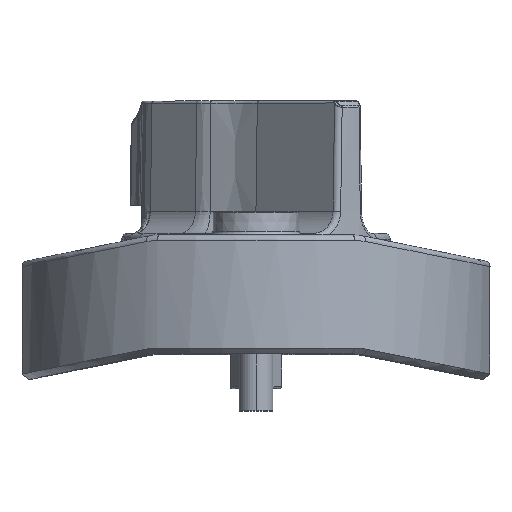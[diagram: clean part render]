
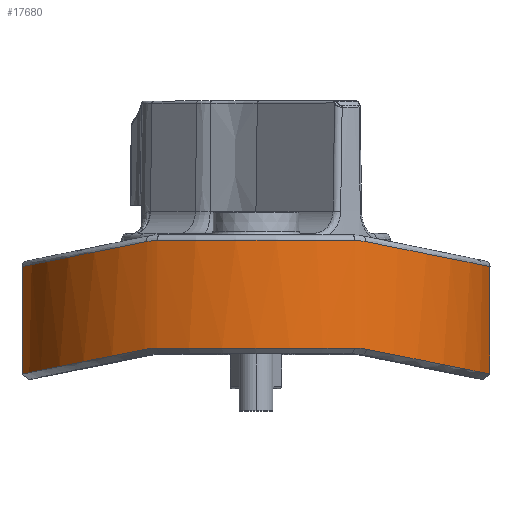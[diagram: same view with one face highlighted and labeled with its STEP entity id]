
A CAD part, top view. The second image highlights one B-rep face of the part: STEP entity #17680.
In plain terms, the highlighted cylindrical face has radius 20.95 mm (diameter 41.9 mm), a partial arc.
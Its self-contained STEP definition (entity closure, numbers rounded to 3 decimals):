
#96=CARTESIAN_POINT('',(0.,-0.5,0.));
#97=DIRECTION('',(0.,-1.,0.));
#98=DIRECTION('',(0.415,0.,0.91));
#99=AXIS2_PLACEMENT_3D('',#96,#97,#98);
#101=CARTESIAN_POINT('',(-8.704,-10.,19.056));
#102=CARTESIAN_POINT('',(-8.829,-10.,18.999));
#103=CARTESIAN_POINT('',(-9.079,-10.008,18.882));
#104=CARTESIAN_POINT('',(-9.454,-10.045,18.697));
#105=CARTESIAN_POINT('',(-9.703,-10.086,18.568));
#106=CARTESIAN_POINT('',(-9.828,-10.11,18.502));
#108=CARTESIAN_POINT('',(-9.828,-10.11,18.502));
#109=CARTESIAN_POINT('',(-10.635,-10.271,18.073));
#110=CARTESIAN_POINT('',(-12.191,-10.58,17.111));
#111=CARTESIAN_POINT('',(-14.312,-11.001,15.38));
#112=CARTESIAN_POINT('',(-16.174,-11.371,13.407));
#113=CARTESIAN_POINT('',(-17.779,-11.689,11.196));
#114=CARTESIAN_POINT('',(-19.092,-11.95,8.77));
#115=CARTESIAN_POINT('',(-20.066,-12.144,6.22));
#116=CARTESIAN_POINT('',(-20.488,-12.227,4.467));
#117=CARTESIAN_POINT('',(-20.641,-12.258,3.586));
#119=CARTESIAN_POINT('',(-20.641,-2.778,3.586));
#120=CARTESIAN_POINT('',(-20.485,-2.747,4.484));
#121=CARTESIAN_POINT('',(-20.054,-2.662,6.264));
#122=CARTESIAN_POINT('',(-19.062,-2.465,8.837));
#123=CARTESIAN_POINT('',(-17.729,-2.2,11.276));
#124=CARTESIAN_POINT('',(-16.096,-1.876,13.503));
#125=CARTESIAN_POINT('',(-14.197,-1.499,15.488));
#126=CARTESIAN_POINT('',(-12.036,-1.069,17.222));
#127=CARTESIAN_POINT('',(-10.448,-0.754,
18.182));
#128=CARTESIAN_POINT('',(-9.623,-0.59,
18.609));
#130=CARTESIAN_POINT('',(-9.623,-0.59,
18.609));
#131=CARTESIAN_POINT('',(-9.515,-0.569,
18.665));
#132=CARTESIAN_POINT('',(-9.307,-0.535,
18.77));
#133=CARTESIAN_POINT('',(-9.,-0.506,
18.919));
#134=CARTESIAN_POINT('',(-8.802,-0.5,
19.012));
#135=CARTESIAN_POINT('',(-8.704,-0.5,
19.056));
#136=CARTESIAN_POINT('',(-8.704,-0.5,
19.056));
#138=CARTESIAN_POINT('',(8.704,-0.5,19.056));
#139=CARTESIAN_POINT('',(8.818,-0.5,19.004));
#140=CARTESIAN_POINT('',(9.032,-0.508,18.904));
#141=CARTESIAN_POINT('',(9.338,-0.54,18.755));
#142=CARTESIAN_POINT('',(9.531,-0.572,18.657));
#143=CARTESIAN_POINT('',(9.624,-0.59,18.609));
#145=CARTESIAN_POINT('',(9.624,-0.59,18.609));
#146=CARTESIAN_POINT('',(10.448,-0.754,18.183));
#147=CARTESIAN_POINT('',(12.036,-1.07,17.222));
#148=CARTESIAN_POINT('',(14.198,-1.499,15.487));
#149=CARTESIAN_POINT('',(16.097,-1.876,13.502));
#150=CARTESIAN_POINT('',(17.73,-2.2,11.275));
#151=CARTESIAN_POINT('',(19.063,-2.465,8.836));
#152=CARTESIAN_POINT('',(20.054,-2.662,6.264));
#153=CARTESIAN_POINT('',(20.485,-2.747,4.484));
#154=CARTESIAN_POINT('',(20.641,-2.778,3.586));
#156=CARTESIAN_POINT('',(20.641,-12.258,3.586));
#157=CARTESIAN_POINT('',(20.487,-12.227,4.469));
#158=CARTESIAN_POINT('',(20.066,-12.144,6.221));
#159=CARTESIAN_POINT('',(19.094,-11.951,8.765));
#160=CARTESIAN_POINT('',(17.789,-11.692,11.178));
#161=CARTESIAN_POINT('',(16.186,-11.373,13.393));
#162=CARTESIAN_POINT('',(14.316,-11.002,15.377));
#163=CARTESIAN_POINT('',(12.189,-10.579,17.112));
#164=CARTESIAN_POINT('',(10.634,-10.271,18.074));
#165=CARTESIAN_POINT('',(9.828,-10.11,18.502));
#167=CARTESIAN_POINT('',(9.828,-10.11,18.502));
#168=CARTESIAN_POINT('',(9.703,-10.086,18.568));
#169=CARTESIAN_POINT('',(9.454,-10.045,18.697));
#170=CARTESIAN_POINT('',(9.079,-10.008,18.882));
#171=CARTESIAN_POINT('',(8.829,-10.,18.999));
#172=CARTESIAN_POINT('',(8.704,-10.,19.056));
#256=CARTESIAN_POINT('',(0.,-10.,0.));
#257=DIRECTION('',(0.,1.,0.));
#258=DIRECTION('',(-0.415,0.,0.91));
#259=AXIS2_PLACEMENT_3D('',#256,#257,#258);
#261=CARTESIAN_POINT('',(0.,-10.,0.));
#262=DIRECTION('',(0.,1.,0.));
#263=DIRECTION('',(0.,0.,1.));
#264=AXIS2_PLACEMENT_3D('',#261,#262,#263);
#428=DIRECTION('',(0.,1.,0.));
#429=VECTOR('',#428,9.48);
#430=CARTESIAN_POINT('',(20.641,-12.258,3.586));
#431=LINE('',#430,#429);
#2634=DIRECTION('',(0.,-1.,0.));
#2635=VECTOR('',#2634,9.48);
#2636=CARTESIAN_POINT('',(-20.641,-2.778,
3.586));
#2637=LINE('',#2636,#2635);
#14939=CARTESIAN_POINT('',(8.704,-0.5,19.056));
#14940=CARTESIAN_POINT('',(-8.706,-0.5,19.056));
#14941=VERTEX_POINT('',#14939);
#14942=VERTEX_POINT('',#14940);
#14943=VERTEX_POINT('',#101);
#14944=VERTEX_POINT('',#106);
#14945=VERTEX_POINT('',#117);
#14946=CARTESIAN_POINT('',(-20.641,-2.778,
3.586));
#14947=VERTEX_POINT('',#14946);
#14948=VERTEX_POINT('',#128);
#14949=VERTEX_POINT('',#143);
#14950=VERTEX_POINT('',#154);
#14951=CARTESIAN_POINT('',(20.641,-12.258,
3.586));
#14952=VERTEX_POINT('',#14951);
#14953=VERTEX_POINT('',#165);
#14954=VERTEX_POINT('',#172);
#14955=CARTESIAN_POINT('',(0.,-10.,20.95));
#14956=VERTEX_POINT('',#14955);
#17648=CARTESIAN_POINT('',(0.,0.,0.));
#17649=DIRECTION('',(0.,1.,0.));
#17650=DIRECTION('',(1.,0.,0.));
#17651=AXIS2_PLACEMENT_3D('',#17648,#17649,#17650);
#17652=CYLINDRICAL_SURFACE('',#17651,20.95);
#17654=ORIENTED_EDGE('',*,*,#17653,.T.);
#17656=ORIENTED_EDGE('',*,*,#17655,.T.);
#17658=ORIENTED_EDGE('',*,*,#17657,.F.);
#17660=ORIENTED_EDGE('',*,*,#17659,.T.);
#17662=ORIENTED_EDGE('',*,*,#17661,.T.);
#17663=ORIENTED_EDGE('',*,*,#17638,.F.);
#17665=ORIENTED_EDGE('',*,*,#17664,.T.);
#17667=ORIENTED_EDGE('',*,*,#17666,.T.);
#17669=ORIENTED_EDGE('',*,*,#17668,.F.);
#17671=ORIENTED_EDGE('',*,*,#17670,.T.);
#17673=ORIENTED_EDGE('',*,*,#17672,.T.);
#17675=ORIENTED_EDGE('',*,*,#17674,.F.);
#17677=ORIENTED_EDGE('',*,*,#17676,.F.);
#17678=EDGE_LOOP('',(#17654,#17656,#17658,#17660,#17662,#17663,#17665,#17667,
#17669,#17671,#17673,#17675,#17677));
#17679=FACE_OUTER_BOUND('',#17678,.F.);
#17680=ADVANCED_FACE('',(#17679),#17652,.T.);
#100=CIRCLE('',#99,20.95);
#107=B_SPLINE_CURVE_WITH_KNOTS('',3,(#101,#102,#103,#104,#105,#106),
.UNSPECIFIED.,.F.,.F.,(4,1,1,4),(0.,0.333,0.667,1.),
.UNSPECIFIED.);
#118=B_SPLINE_CURVE_WITH_KNOTS('',3,(#108,#109,#110,#111,#112,#113,#114,#115,
#116,#117),.UNSPECIFIED.,.F.,.F.,(4,1,1,1,1,1,1,4),(0.,0.143,
0.286,0.429,0.571,0.714,
0.857,1.),.UNSPECIFIED.);
#129=B_SPLINE_CURVE_WITH_KNOTS('',3,(#119,#120,#121,#122,#123,#124,#125,#126,
#127,#128),.UNSPECIFIED.,.F.,.F.,(4,1,1,1,1,1,1,4),(0.,0.143,
0.286,0.429,0.571,0.714,
0.857,1.),.UNSPECIFIED.);
#137=B_SPLINE_CURVE_WITH_KNOTS('',3,(#130,#131,#132,#133,#134,#135,#136),
.UNSPECIFIED.,.F.,.F.,(4,1,1,1,4),(0.,0.362,0.686,
1.,1.),.UNSPECIFIED.);
#144=B_SPLINE_CURVE_WITH_KNOTS('',3,(#138,#139,#140,#141,#142,#143),
.UNSPECIFIED.,.F.,.F.,(4,1,1,4),(0.,0.365,0.69,1.),
.UNSPECIFIED.);
#155=B_SPLINE_CURVE_WITH_KNOTS('',3,(#145,#146,#147,#148,#149,#150,#151,#152,
#153,#154),.UNSPECIFIED.,.F.,.F.,(4,1,1,1,1,1,1,4),(0.,0.143,
0.286,0.429,0.571,0.714,
0.857,1.),.UNSPECIFIED.);
#166=B_SPLINE_CURVE_WITH_KNOTS('',3,(#156,#157,#158,#159,#160,#161,#162,#163,
#164,#165),.UNSPECIFIED.,.F.,.F.,(4,1,1,1,1,1,1,4),(0.,0.143,
0.286,0.429,0.571,0.714,
0.857,1.),.UNSPECIFIED.);
#173=B_SPLINE_CURVE_WITH_KNOTS('',3,(#167,#168,#169,#170,#171,#172),
.UNSPECIFIED.,.F.,.F.,(4,1,1,4),(0.,0.333,0.667,1.),
.UNSPECIFIED.);
#260=CIRCLE('',#259,20.95);
#265=CIRCLE('',#264,20.95);
#17638=EDGE_CURVE('',#14941,#14942,#100,.T.);
#17653=EDGE_CURVE('',#14943,#14944,#107,.T.);
#17655=EDGE_CURVE('',#14944,#14945,#118,.T.);
#17657=EDGE_CURVE('',#14947,#14945,#2637,.T.);
#17659=EDGE_CURVE('',#14947,#14948,#129,.T.);
#17661=EDGE_CURVE('',#14948,#14942,#137,.T.);
#17664=EDGE_CURVE('',#14941,#14949,#144,.T.);
#17666=EDGE_CURVE('',#14949,#14950,#155,.T.);
#17668=EDGE_CURVE('',#14952,#14950,#431,.T.);
#17670=EDGE_CURVE('',#14952,#14953,#166,.T.);
#17672=EDGE_CURVE('',#14953,#14954,#173,.T.);
#17674=EDGE_CURVE('',#14956,#14954,#265,.T.);
#17676=EDGE_CURVE('',#14943,#14956,#260,.T.);
